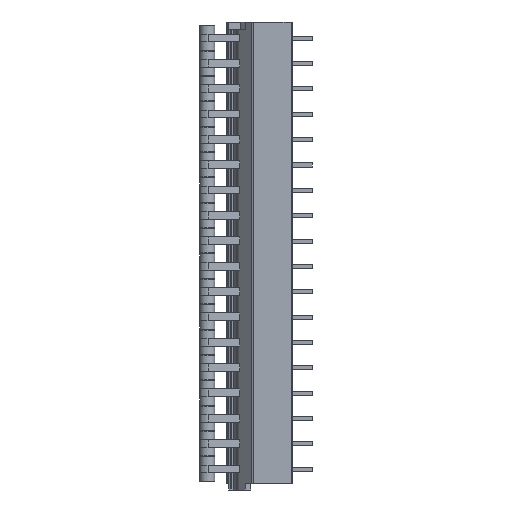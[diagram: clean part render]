
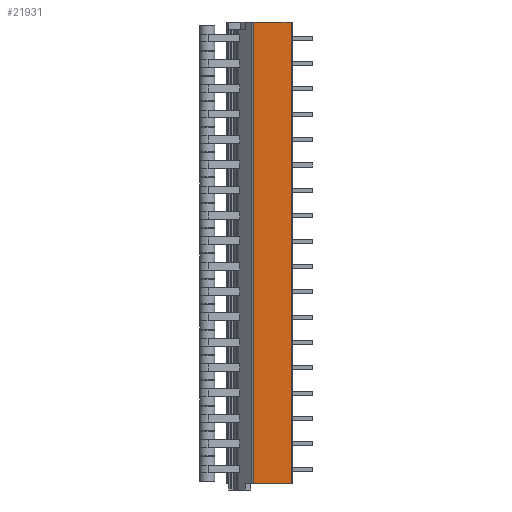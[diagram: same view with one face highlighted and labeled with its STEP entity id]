
A CAD part, left-side view. The second image highlights one B-rep face of the part: STEP entity #21931.
In plain terms, the highlighted planar face has unit normal (-1, 0, 0).
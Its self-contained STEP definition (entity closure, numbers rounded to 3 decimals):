
#30=DIRECTION('',(0.,-1.,0.));
#31=VECTOR('',#30,7.471);
#32=CARTESIAN_POINT('',(0.,7.671,-87.8));
#33=LINE('',#32,#31);
#310=DIRECTION('',(0.,-1.,0.));
#311=VECTOR('',#310,7.471);
#312=CARTESIAN_POINT('',(0.,7.671,3.2));
#313=LINE('',#312,#311);
#627=DIRECTION('',(0.,0.,1.));
#628=VECTOR('',#627,91.);
#629=CARTESIAN_POINT('',(0.,7.671,-87.8));
#630=LINE('',#629,#628);
#631=DIRECTION('',(0.,0.,1.));
#632=VECTOR('',#631,91.);
#633=CARTESIAN_POINT('',(0.,0.2,-87.8));
#634=LINE('',#633,#632);
#17401=CARTESIAN_POINT('',(0.,7.671,-87.8));
#17403=VERTEX_POINT('',#17401);
#17404=CARTESIAN_POINT('',(0.,0.2,-87.8));
#17405=VERTEX_POINT('',#17404);
#17521=CARTESIAN_POINT('',(0.,7.671,3.2));
#17523=VERTEX_POINT('',#17521);
#17524=CARTESIAN_POINT('',(0.,0.2,3.2));
#17525=VERTEX_POINT('',#17524);
#21919=CARTESIAN_POINT('',(0.,7.671,-87.8));
#21920=DIRECTION('',(-1.,0.,0.));
#21921=DIRECTION('',(0.,-1.,0.));
#21922=AXIS2_PLACEMENT_3D('',#21919,#21920,#21921);
#21923=PLANE('',#21922);
#21924=ORIENTED_EDGE('',*,*,#21913,.T.);
#21925=ORIENTED_EDGE('',*,*,#21719,.T.);
#21927=ORIENTED_EDGE('',*,*,#21926,.F.);
#21928=ORIENTED_EDGE('',*,*,#21519,.F.);
#21929=EDGE_LOOP('',(#21924,#21925,#21927,#21928));
#21930=FACE_OUTER_BOUND('',#21929,.F.);
#21931=ADVANCED_FACE('',(#21930),#21923,.T.);
#21519=EDGE_CURVE('',#17403,#17405,#33,.T.);
#21719=EDGE_CURVE('',#17523,#17525,#313,.T.);
#21913=EDGE_CURVE('',#17403,#17523,#630,.T.);
#21926=EDGE_CURVE('',#17405,#17525,#634,.T.);
